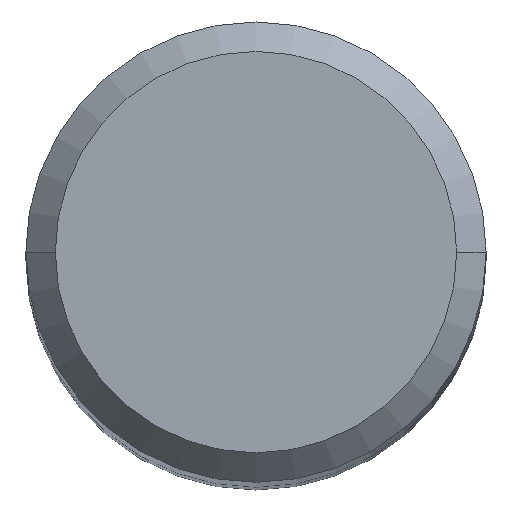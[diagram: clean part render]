
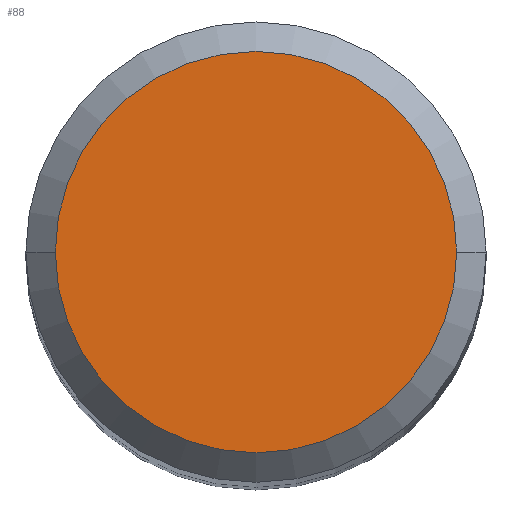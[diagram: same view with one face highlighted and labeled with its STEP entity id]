
A CAD part, top view. The second image highlights one B-rep face of the part: STEP entity #88.
In plain terms, the highlighted planar face has unit normal (0, 0, 1).
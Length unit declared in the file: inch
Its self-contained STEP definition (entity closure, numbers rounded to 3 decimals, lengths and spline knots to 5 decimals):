
#12 = CARTESIAN_POINT ( 'NONE',  ( -0.13625, 0., 0. ) ) ;
#25 = CARTESIAN_POINT ( 'NONE',  ( 0., 0., 0. ) ) ;
#41 = CIRCLE ( 'NONE', #304, 0.13625 ) ;
#47 = DIRECTION ( 'NONE',  ( 0., 0., 1. ) ) ;
#78 = DIRECTION ( 'NONE',  ( 1., 0., 0. ) ) ;
#79 = DIRECTION ( 'NONE',  ( 0., 0., -1. ) ) ;
#88 = ADVANCED_FACE ( 'NONE', ( #215 ), #236, .F. ) ;
#109 = DIRECTION ( 'NONE',  ( 0., 0., 1. ) ) ;
#123 = ORIENTED_EDGE ( 'NONE', *, *, #365, .T. ) ;
#124 = DIRECTION ( 'NONE',  ( -1., 0., 0. ) ) ;
#142 = AXIS2_PLACEMENT_3D ( 'NONE', #319, #79, #124 ) ;
#162 = DIRECTION ( 'NONE',  ( 1., 0., 0. ) ) ;
#174 = VERTEX_POINT ( 'NONE', #12 ) ;
#185 = EDGE_CURVE ( 'NONE', #174, #342, #253, .T. ) ;
#187 = ORIENTED_EDGE ( 'NONE', *, *, #185, .T. ) ;
#192 = AXIS2_PLACEMENT_3D ( 'NONE', #272, #47, #78 ) ;
#215 = FACE_OUTER_BOUND ( 'NONE', #238, .T. ) ;
#236 = PLANE ( 'NONE',  #142 ) ;
#238 = EDGE_LOOP ( 'NONE', ( #187, #123 ) ) ;
#253 = CIRCLE ( 'NONE', #192, 0.13625 ) ;
#272 = CARTESIAN_POINT ( 'NONE',  ( 0., 0., 0. ) ) ;
#304 = AXIS2_PLACEMENT_3D ( 'NONE', #25, #109, #162 ) ;
#306 = CARTESIAN_POINT ( 'NONE',  ( 0.13625, 0., 0. ) ) ;
#319 = CARTESIAN_POINT ( 'NONE',  ( 0., 0.13625, 0. ) ) ;
#342 = VERTEX_POINT ( 'NONE', #306 ) ;
#365 = EDGE_CURVE ( 'NONE', #342, #174, #41, .T. ) ;
